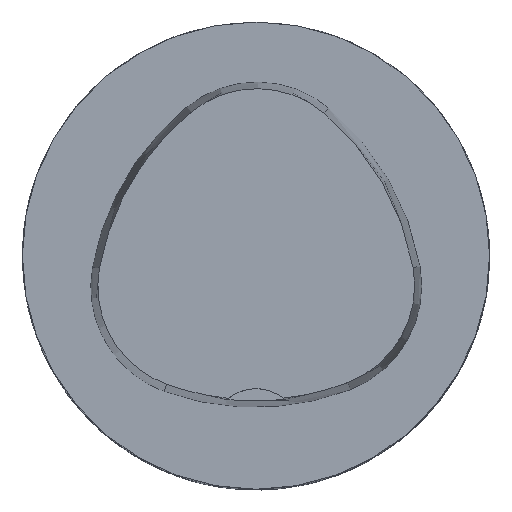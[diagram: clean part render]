
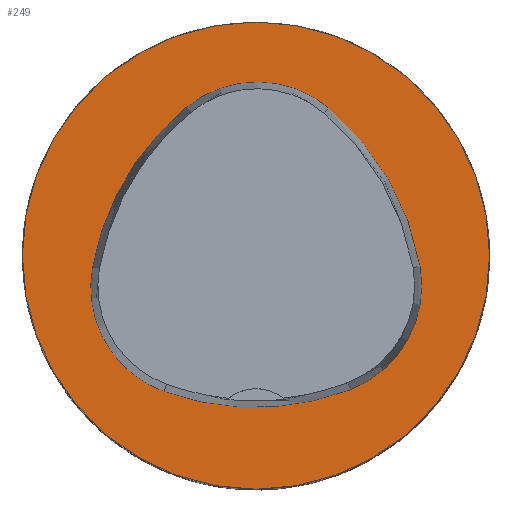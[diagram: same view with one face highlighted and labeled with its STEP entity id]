
A CAD part, top view. The second image highlights one B-rep face of the part: STEP entity #249.
In plain terms, the highlighted planar face has unit normal (0, 0, 1).
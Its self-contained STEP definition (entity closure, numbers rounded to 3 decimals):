
#219=FACE_BOUND('',#355,.T.);
#220=FACE_BOUND('',#356,.T.);
#249=ADVANCED_FACE('',(#219,#220),#269,.T.);
#269=PLANE('',#838);
#355=EDGE_LOOP('',(#462,#463,#464,#465,#466,#467));
#356=EDGE_LOOP('',(#468));
#462=ORIENTED_EDGE('',*,*,#616,.T.);
#463=ORIENTED_EDGE('',*,*,#596,.T.);
#464=ORIENTED_EDGE('',*,*,#600,.T.);
#465=ORIENTED_EDGE('',*,*,#603,.T.);
#466=ORIENTED_EDGE('',*,*,#606,.T.);
#467=ORIENTED_EDGE('',*,*,#614,.T.);
#468=ORIENTED_EDGE('',*,*,#587,.F.);
#534=VERTEX_POINT('',#1170);
#543=VERTEX_POINT('',#1189);
#544=VERTEX_POINT('',#1190);
#547=VERTEX_POINT('',#1198);
#549=VERTEX_POINT('',#1204);
#551=VERTEX_POINT('',#1210);
#558=VERTEX_POINT('',#1231);
#587=EDGE_CURVE('',#534,#534,#647,.T.);
#596=EDGE_CURVE('',#543,#544,#648,.T.);
#600=EDGE_CURVE('',#544,#547,#650,.T.);
#603=EDGE_CURVE('',#547,#549,#652,.T.);
#606=EDGE_CURVE('',#549,#551,#654,.T.);
#614=EDGE_CURVE('',#551,#558,#658,.T.);
#616=EDGE_CURVE('',#558,#543,#660,.T.);
#647=CIRCLE('',#810,31.5);
#648=CIRCLE('',#816,36.);
#650=CIRCLE('',#819,15.);
#652=CIRCLE('',#822,36.);
#654=CIRCLE('',#825,15.);
#658=CIRCLE('',#830,36.);
#660=CIRCLE('',#833,15.);
#810=AXIS2_PLACEMENT_3D('',#1169,#964,#965);
#816=AXIS2_PLACEMENT_3D('',#1188,#980,#981);
#819=AXIS2_PLACEMENT_3D('',#1197,#988,#989);
#822=AXIS2_PLACEMENT_3D('',#1203,#995,#996);
#825=AXIS2_PLACEMENT_3D('',#1209,#1002,#1003);
#830=AXIS2_PLACEMENT_3D('',#1232,#1014,#1015);
#833=AXIS2_PLACEMENT_3D('',#1235,#1020,#1021);
#838=AXIS2_PLACEMENT_3D('',#1240,#1030,#1031);
#964=DIRECTION('',(0.,0.,-1.));
#965=DIRECTION('',(-1.,0.,0.));
#980=DIRECTION('',(0.,0.,-1.));
#981=DIRECTION('',(-1.,0.,0.));
#988=DIRECTION('',(0.,0.,-1.));
#989=DIRECTION('',(-1.,0.,0.));
#995=DIRECTION('',(0.,0.,-1.));
#996=DIRECTION('',(-1.,0.,0.));
#1002=DIRECTION('',(0.,0.,-1.));
#1003=DIRECTION('',(-1.,0.,0.));
#1014=DIRECTION('',(0.,0.,-1.));
#1015=DIRECTION('',(-1.,0.,0.));
#1020=DIRECTION('',(0.,0.,-1.));
#1021=DIRECTION('',(-1.,0.,0.));
#1030=DIRECTION('',(0.,0.,1.));
#1031=DIRECTION('',(1.,0.,0.));
#1169=CARTESIAN_POINT('',(0.,0.,0.));
#1170=CARTESIAN_POINT('',(-31.5,0.,0.));
#1188=CARTESIAN_POINT('',(13.398,-7.893,0.));
#1189=CARTESIAN_POINT('',(-22.041,-1.562,0.));
#1190=CARTESIAN_POINT('',(-9.317,20.036,0.));
#1197=CARTESIAN_POINT('',(0.148,8.399,0.));
#1198=CARTESIAN_POINT('',(9.779,19.898,0.));
#1203=CARTESIAN_POINT('',(-13.337,-7.7,0.));
#1204=CARTESIAN_POINT('',(22.122,-1.48,0.));
#1209=CARTESIAN_POINT('',(7.347,-4.071,0.));
#1210=CARTESIAN_POINT('',(12.693,-18.087,0.));
#1231=CARTESIAN_POINT('',(-12.373,-18.307,0.));
#1232=CARTESIAN_POINT('',(-0.137,15.55,0.));
#1235=CARTESIAN_POINT('',(-7.275,-4.2,0.));
#1240=CARTESIAN_POINT('',(0.,0.,0.));
